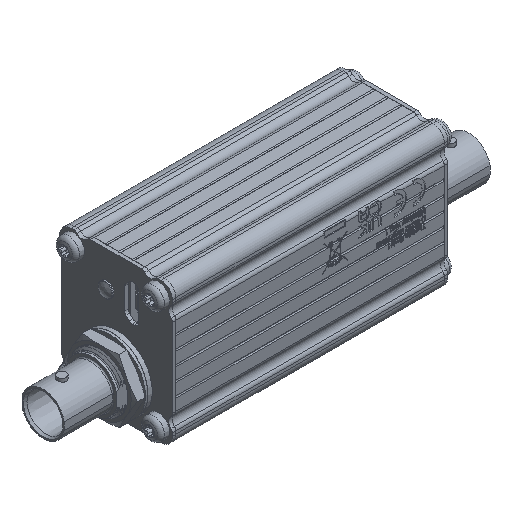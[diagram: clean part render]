
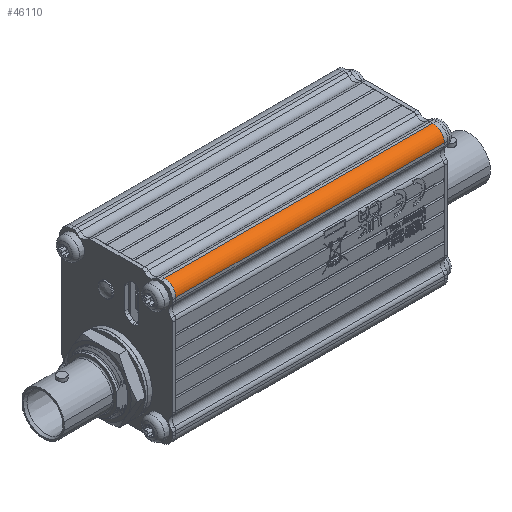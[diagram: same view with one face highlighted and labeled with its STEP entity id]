
A CAD part, isometric view. The second image highlights one B-rep face of the part: STEP entity #46110.
In plain terms, the highlighted cylindrical face has radius 2.54 mm (diameter 5.08 mm), a partial arc.
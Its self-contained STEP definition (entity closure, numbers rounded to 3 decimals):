
#4693 = CARTESIAN_POINT ( 'NONE',  ( 30.225, -12.7, 13.335 ) ) ;
#13217 = FACE_OUTER_BOUND ( 'NONE', #190656, .T. ) ;
#13269 = CARTESIAN_POINT ( 'NONE',  ( -30.225, -12.7, 13.335 ) ) ;
#31726 = CYLINDRICAL_SURFACE ( 'NONE', #84121, 2.54 ) ;
#34816 = VERTEX_POINT ( 'NONE', #52206 ) ;
#38119 = CARTESIAN_POINT ( 'NONE',  ( 30.225, -10.16, 13.335 ) ) ;
#43319 = ORIENTED_EDGE ( 'NONE', *, *, #182070, .T. ) ;
#46110 = ADVANCED_FACE ( 'NONE', ( #13217 ), #31726, .T. ) ;
#52206 = CARTESIAN_POINT ( 'NONE',  ( -30.225, -10.16, 15.875 ) ) ;
#64730 = CARTESIAN_POINT ( 'NONE',  ( 30.225, -12.7, 13.335 ) ) ;
#69839 = VERTEX_POINT ( 'NONE', #13269 ) ;
#70821 = CIRCLE ( 'NONE', #79248, 2.54 ) ;
#70847 = CIRCLE ( 'NONE', #188893, 2.54 ) ;
#79248 = AXIS2_PLACEMENT_3D ( 'NONE', #38119, #142215, #222736 ) ;
#83737 = LINE ( 'NONE', #4693, #163026 ) ;
#84121 = AXIS2_PLACEMENT_3D ( 'NONE', #253214, #149118, #214986 ) ;
#84452 = ORIENTED_EDGE ( 'NONE', *, *, #130323, .F. ) ;
#96961 = ORIENTED_EDGE ( 'NONE', *, *, #178593, .F. ) ;
#98271 = CARTESIAN_POINT ( 'NONE',  ( 30.225, -10.16, 15.875 ) ) ;
#121681 = DIRECTION ( 'NONE',  ( 1., 0., 0. ) ) ;
#130323 = EDGE_CURVE ( 'NONE', #246347, #69839, #83737, .T. ) ;
#135735 = CARTESIAN_POINT ( 'NONE',  ( 30.225, -10.16, 15.875 ) ) ;
#142215 = DIRECTION ( 'NONE',  ( 1., 0., 0. ) ) ;
#143128 = DIRECTION ( 'NONE',  ( -1., 0., 0. ) ) ;
#149118 = DIRECTION ( 'NONE',  ( -1., 0., 0. ) ) ;
#155082 = DIRECTION ( 'NONE',  ( -1., 0., 0. ) ) ;
#157719 = LINE ( 'NONE', #98271, #236433 ) ;
#163026 = VECTOR ( 'NONE', #143128, 1000. ) ;
#163965 = CARTESIAN_POINT ( 'NONE',  ( -30.225, -10.16, 13.335 ) ) ;
#173074 = VERTEX_POINT ( 'NONE', #135735 ) ;
#178593 = EDGE_CURVE ( 'NONE', #173074, #246347, #70821, .T. ) ;
#182070 = EDGE_CURVE ( 'NONE', #173074, #34816, #157719, .T. ) ;
#188893 = AXIS2_PLACEMENT_3D ( 'NONE', #163965, #121681, #244306 ) ;
#190656 = EDGE_LOOP ( 'NONE', ( #247518, #84452, #96961, #43319 ) ) ;
#214986 = DIRECTION ( 'NONE',  ( 0., 0., 1. ) ) ;
#222736 = DIRECTION ( 'NONE',  ( 0., 0., -1. ) ) ;
#224553 = EDGE_CURVE ( 'NONE', #34816, #69839, #70847, .T. ) ;
#236433 = VECTOR ( 'NONE', #155082, 1000. ) ;
#244306 = DIRECTION ( 'NONE',  ( 0., 0., -1. ) ) ;
#246347 = VERTEX_POINT ( 'NONE', #64730 ) ;
#247518 = ORIENTED_EDGE ( 'NONE', *, *, #224553, .T. ) ;
#253214 = CARTESIAN_POINT ( 'NONE',  ( 30.225, -10.16, 13.335 ) ) ;
